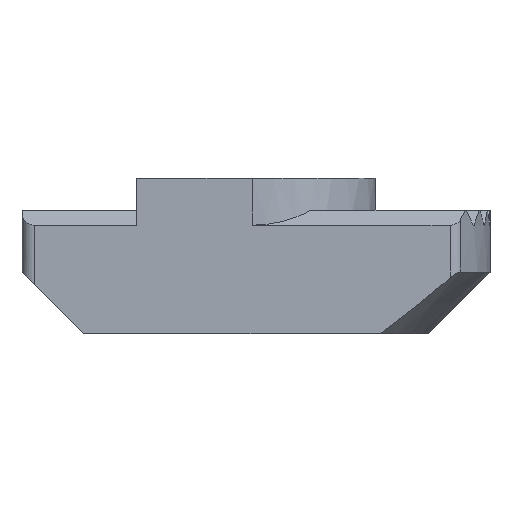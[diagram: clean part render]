
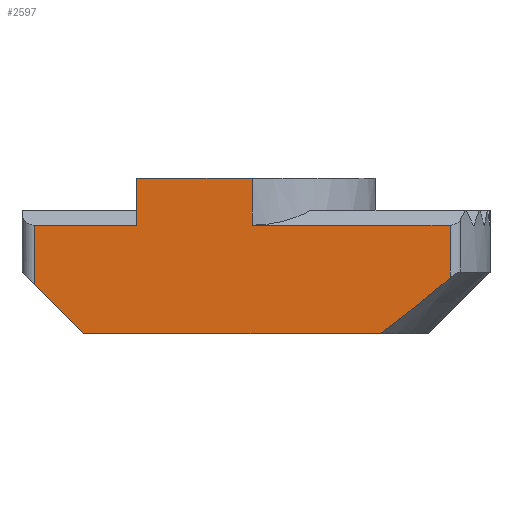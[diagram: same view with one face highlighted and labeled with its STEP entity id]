
A CAD part, front view. The second image highlights one B-rep face of the part: STEP entity #2597.
In plain terms, the highlighted planar face has unit normal (0, -1, 0).
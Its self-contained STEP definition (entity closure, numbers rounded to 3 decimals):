
#28 = VERTEX_POINT ( 'NONE', #813 ) ;
#134 = CARTESIAN_POINT ( 'NONE',  ( -9.5, -4.85, 5.8 ) ) ;
#196 = DIRECTION ( 'NONE',  ( 0., 0., -1. ) ) ;
#231 = LINE ( 'NONE', #2342, #2445 ) ;
#234 = EDGE_CURVE ( 'NONE', #2637, #1349, #2742, .T. ) ;
#299 = LINE ( 'NONE', #1455, #1983 ) ;
#349 = ORIENTED_EDGE ( 'NONE', *, *, #2681, .T. ) ;
#350 = LINE ( 'NONE', #369, #1281 ) ;
#369 = CARTESIAN_POINT ( 'NONE',  ( -9.5, -4.85, 3.3 ) ) ;
#422 = ORIENTED_EDGE ( 'NONE', *, *, #1886, .T. ) ;
#433 = VECTOR ( 'NONE', #2122, 1000. ) ;
#461 = CARTESIAN_POINT ( 'NONE',  ( 5.537, -4.85, 1.153 ) ) ;
#495 = CARTESIAN_POINT ( 'NONE',  ( -0.15, -4.85, 7.1 ) ) ;
#510 = ORIENTED_EDGE ( 'NONE', *, *, #1711, .F. ) ;
#561 = DIRECTION ( 'NONE',  ( 0., 0., 1. ) ) ;
#567 = CARTESIAN_POINT ( 'NONE',  ( -9., -4.85, 5.2 ) ) ;
#580 = VERTEX_POINT ( 'NONE', #2504 ) ;
#659 = VECTOR ( 'NONE', #1301, 1000. ) ;
#660 = VECTOR ( 'NONE', #2562, 1000. ) ;
#673 = CARTESIAN_POINT ( 'NONE',  ( 6.014, -4.85, 1.521 ) ) ;
#748 = CARTESIAN_POINT ( 'NONE',  ( -4.85, -4.85, 5.2 ) ) ;
#779 = VECTOR ( 'NONE', #1431, 1000. ) ;
#813 = CARTESIAN_POINT ( 'NONE',  ( -7., -4.85, 0.8 ) ) ;
#835 = VECTOR ( 'NONE', #2458, 1000. ) ;
#890 = CARTESIAN_POINT ( 'NONE',  ( 7.419, -4.85, 2.661 ) ) ;
#1020 = EDGE_CURVE ( 'NONE', #2650, #1349, #2379, .T. ) ;
#1076 = CARTESIAN_POINT ( 'NONE',  ( -4.85, -4.85, 7.1 ) ) ;
#1100 = CARTESIAN_POINT ( 'NONE',  ( 5.048, -4.85, 0.8 ) ) ;
#1244 = AXIS2_PLACEMENT_3D ( 'NONE', #134, #1839, #561 ) ;
#1268 = CARTESIAN_POINT ( 'NONE',  ( -9.5, -4.85, 5.2 ) ) ;
#1278 = VERTEX_POINT ( 'NONE', #1568 ) ;
#1281 = VECTOR ( 'NONE', #2549, 1000. ) ;
#1301 = DIRECTION ( 'NONE',  ( 1., 0., 0. ) ) ;
#1312 = ORIENTED_EDGE ( 'NONE', *, *, #1934, .T. ) ;
#1349 = VERTEX_POINT ( 'NONE', #748 ) ;
#1354 = DIRECTION ( 'NONE',  ( 0., 0., -1. ) ) ;
#1402 = EDGE_CURVE ( 'NONE', #2650, #2025, #1799, .T. ) ;
#1405 = LINE ( 'NONE', #2223, #835 ) ;
#1411 = PLANE ( 'NONE',  #1244 ) ;
#1431 = DIRECTION ( 'NONE',  ( 1., 0., 0. ) ) ;
#1452 = ORIENTED_EDGE ( 'NONE', *, *, #2054, .F. ) ;
#1455 = CARTESIAN_POINT ( 'NONE',  ( -0.15, -4.85, 7.1 ) ) ;
#1461 = CARTESIAN_POINT ( 'NONE',  ( -4.85, -4.85, 7.1 ) ) ;
#1568 = CARTESIAN_POINT ( 'NONE',  ( 7.879, -4.85, 3.052 ) ) ;
#1668 = CARTESIAN_POINT ( 'NONE',  ( -9.5, -4.85, 5.2 ) ) ;
#1673 = ORIENTED_EDGE ( 'NONE', *, *, #234, .F. ) ;
#1684 = EDGE_LOOP ( 'NONE', ( #1452, #422, #1969, #2699, #510, #1843, #2575, #1673, #1312, #349 ) ) ;
#1711 = EDGE_CURVE ( 'NONE', #2025, #2568, #299, .T. ) ;
#1726 = B_SPLINE_CURVE_WITH_KNOTS ( 'NONE', 3,
 ( #1100, #461, #673, #2173, #890, #2405 ),
 .UNSPECIFIED., .F., .F.,
 ( 4, 2, 4 ),
 ( 0.001, 0.003, 0.005 ),
 .UNSPECIFIED. ) ;
#1759 = EDGE_CURVE ( 'NONE', #1278, #580, #231, .T. ) ;
#1799 = LINE ( 'NONE', #1076, #659 ) ;
#1839 = DIRECTION ( 'NONE',  ( 0., 1., 0. ) ) ;
#1843 = ORIENTED_EDGE ( 'NONE', *, *, #1402, .F. ) ;
#1846 = VERTEX_POINT ( 'NONE', #2609 ) ;
#1866 = CARTESIAN_POINT ( 'NONE',  ( -9., -4.85, 2.8 ) ) ;
#1886 = EDGE_CURVE ( 'NONE', #1846, #1278, #1726, .T. ) ;
#1914 = LINE ( 'NONE', #1668, #779 ) ;
#1934 = EDGE_CURVE ( 'NONE', #2637, #2259, #2255, .T. ) ;
#1969 = ORIENTED_EDGE ( 'NONE', *, *, #1759, .T. ) ;
#1983 = VECTOR ( 'NONE', #196, 1000. ) ;
#2025 = VERTEX_POINT ( 'NONE', #495 ) ;
#2054 = EDGE_CURVE ( 'NONE', #1846, #28, #1405, .T. ) ;
#2080 = CARTESIAN_POINT ( 'NONE',  ( -4.85, -4.85, 7.1 ) ) ;
#2117 = DIRECTION ( 'NONE',  ( 0., 0., 1. ) ) ;
#2122 = DIRECTION ( 'NONE',  ( 1., 0., 0. ) ) ;
#2173 = CARTESIAN_POINT ( 'NONE',  ( 6.955, -4.85, 2.275 ) ) ;
#2223 = CARTESIAN_POINT ( 'NONE',  ( -9.5, -4.85, 0.8 ) ) ;
#2255 = LINE ( 'NONE', #2658, #2314 ) ;
#2259 = VERTEX_POINT ( 'NONE', #1866 ) ;
#2277 = FACE_OUTER_BOUND ( 'NONE', #1684, .T. ) ;
#2314 = VECTOR ( 'NONE', #1354, 1000. ) ;
#2342 = CARTESIAN_POINT ( 'NONE',  ( 7.879, -4.85, 5.8 ) ) ;
#2379 = LINE ( 'NONE', #1461, #660 ) ;
#2405 = CARTESIAN_POINT ( 'NONE',  ( 7.879, -4.85, 3.052 ) ) ;
#2445 = VECTOR ( 'NONE', #2117, 1000. ) ;
#2458 = DIRECTION ( 'NONE',  ( -1., 0., 0. ) ) ;
#2478 = CARTESIAN_POINT ( 'NONE',  ( -0.15, -4.85, 5.2 ) ) ;
#2504 = CARTESIAN_POINT ( 'NONE',  ( 7.879, -4.85, 5.2 ) ) ;
#2549 = DIRECTION ( 'NONE',  ( 0.707, 0., -0.707 ) ) ;
#2562 = DIRECTION ( 'NONE',  ( 0., 0., -1. ) ) ;
#2568 = VERTEX_POINT ( 'NONE', #2478 ) ;
#2575 = ORIENTED_EDGE ( 'NONE', *, *, #1020, .T. ) ;
#2597 = ADVANCED_FACE ( 'NONE', ( #2277 ), #1411, .F. ) ;
#2609 = CARTESIAN_POINT ( 'NONE',  ( 5.048, -4.85, 0.8 ) ) ;
#2637 = VERTEX_POINT ( 'NONE', #567 ) ;
#2650 = VERTEX_POINT ( 'NONE', #2080 ) ;
#2658 = CARTESIAN_POINT ( 'NONE',  ( -9., -4.85, 5.8 ) ) ;
#2669 = EDGE_CURVE ( 'NONE', #2568, #580, #1914, .T. ) ;
#2681 = EDGE_CURVE ( 'NONE', #2259, #28, #350, .T. ) ;
#2699 = ORIENTED_EDGE ( 'NONE', *, *, #2669, .F. ) ;
#2742 = LINE ( 'NONE', #1268, #433 ) ;
